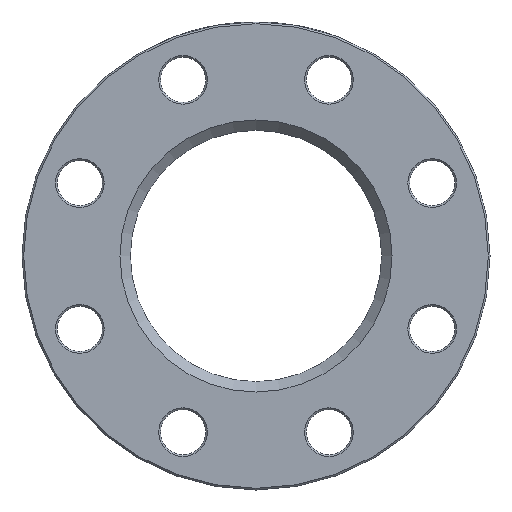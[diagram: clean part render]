
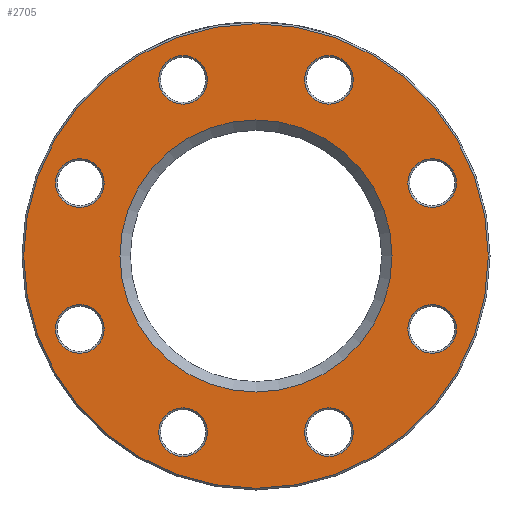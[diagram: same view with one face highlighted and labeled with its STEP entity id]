
A CAD part, left-side view. The second image highlights one B-rep face of the part: STEP entity #2705.
In plain terms, the highlighted planar face has unit normal (-1, 0, 0).
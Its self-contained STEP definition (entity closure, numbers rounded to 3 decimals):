
#26 = EDGE_LOOP ( 'NONE', ( #4528 ) ) ;
#95 = FACE_BOUND ( 'NONE', #520, .T. ) ;
#194 = EDGE_CURVE ( 'NONE', #2702, #2702, #1479, .T. ) ;
#203 = FACE_BOUND ( 'NONE', #2218, .T. ) ;
#215 = AXIS2_PLACEMENT_3D ( 'NONE', #2439, #332, #1487 ) ;
#268 = EDGE_CURVE ( 'NONE', #3154, #3154, #1398, .T. ) ;
#332 = DIRECTION ( 'NONE',  ( 1., 0., 0. ) ) ;
#403 = VERTEX_POINT ( 'NONE', #2829 ) ;
#428 = VERTEX_POINT ( 'NONE', #779 ) ;
#436 = DIRECTION ( 'NONE',  ( 1., 0., 0. ) ) ;
#520 = EDGE_LOOP ( 'NONE', ( #2832 ) ) ;
#527 = FACE_BOUND ( 'NONE', #1133, .T. ) ;
#580 = CARTESIAN_POINT ( 'NONE',  ( 0., 72.5, 0. ) ) ;
#779 = CARTESIAN_POINT ( 'NONE',  ( 0., 42.095, -115.627 ) ) ;
#803 = CARTESIAN_POINT ( 'NONE',  ( 0., 101.627, 42.095 ) ) ;
#889 = VERTEX_POINT ( 'NONE', #3673 ) ;
#906 = CIRCLE ( 'NONE', #1592, 14. ) ;
#922 = DIRECTION ( 'NONE',  ( 0., 0., -1. ) ) ;
#931 = FACE_BOUND ( 'NONE', #26, .T. ) ;
#1017 = CARTESIAN_POINT ( 'NONE',  ( 0., -42.095, -101.627 ) ) ;
#1031 = CARTESIAN_POINT ( 'NONE',  ( 0., 42.095, -101.627 ) ) ;
#1096 = DIRECTION ( 'NONE',  ( 1., 0., 0. ) ) ;
#1128 = AXIS2_PLACEMENT_3D ( 'NONE', #5090, #1646, #2737 ) ;
#1133 = EDGE_LOOP ( 'NONE', ( #4154 ) ) ;
#1207 = CARTESIAN_POINT ( 'NONE',  ( 0., -42.095, 87.627 ) ) ;
#1294 = EDGE_LOOP ( 'NONE', ( #1363 ) ) ;
#1299 = CIRCLE ( 'NONE', #2686, 78.5 ) ;
#1331 = CIRCLE ( 'NONE', #215, 14. ) ;
#1360 = AXIS2_PLACEMENT_3D ( 'NONE', #2570, #4211, #2596 ) ;
#1363 = ORIENTED_EDGE ( 'NONE', *, *, #2266, .T. ) ;
#1380 = ORIENTED_EDGE ( 'NONE', *, *, #4586, .T. ) ;
#1398 = CIRCLE ( 'NONE', #2527, 14. ) ;
#1431 = ORIENTED_EDGE ( 'NONE', *, *, #4190, .T. ) ;
#1448 = AXIS2_PLACEMENT_3D ( 'NONE', #4235, #2197, #3842 ) ;
#1479 = CIRCLE ( 'NONE', #4500, 14. ) ;
#1487 = DIRECTION ( 'NONE',  ( 0., 0., -1. ) ) ;
#1592 = AXIS2_PLACEMENT_3D ( 'NONE', #803, #5342, #3174 ) ;
#1646 = DIRECTION ( 'NONE',  ( 1., 0., 0. ) ) ;
#1684 = DIRECTION ( 'NONE',  ( 1., 0., 0. ) ) ;
#1793 = DIRECTION ( 'NONE',  ( 1., 0., 0. ) ) ;
#1967 = CARTESIAN_POINT ( 'NONE',  ( 0., -101.627, -56.095 ) ) ;
#1970 = CIRCLE ( 'NONE', #1448, 14. ) ;
#2034 = EDGE_CURVE ( 'NONE', #428, #428, #2746, .T. ) ;
#2052 = CARTESIAN_POINT ( 'NONE',  ( 0., 101.627, 28.095 ) ) ;
#2119 = CARTESIAN_POINT ( 'NONE',  ( 0., -101.627, -42.095 ) ) ;
#2158 = FACE_BOUND ( 'NONE', #2342, .T. ) ;
#2195 = DIRECTION ( 'NONE',  ( 1., 0., 0. ) ) ;
#2197 = DIRECTION ( 'NONE',  ( 1., 0., 0. ) ) ;
#2208 = FACE_BOUND ( 'NONE', #4496, .T. ) ;
#2218 = EDGE_LOOP ( 'NONE', ( #5097 ) ) ;
#2255 = DIRECTION ( 'NONE',  ( 0., 0., -1. ) ) ;
#2257 = CIRCLE ( 'NONE', #3728, 14. ) ;
#2266 = EDGE_CURVE ( 'NONE', #889, #889, #4647, .T. ) ;
#2275 = EDGE_CURVE ( 'NONE', #2939, #2939, #1970, .T. ) ;
#2342 = EDGE_LOOP ( 'NONE', ( #1380 ) ) ;
#2439 = CARTESIAN_POINT ( 'NONE',  ( 0., 101.627, -42.095 ) ) ;
#2470 = CARTESIAN_POINT ( 'NONE',  ( 0., 0., 0. ) ) ;
#2485 = CARTESIAN_POINT ( 'NONE',  ( 0., 42.095, 87.627 ) ) ;
#2527 = AXIS2_PLACEMENT_3D ( 'NONE', #3840, #436, #4979 ) ;
#2570 = CARTESIAN_POINT ( 'NONE',  ( 0., 0., 0. ) ) ;
#2596 = DIRECTION ( 'NONE',  ( 0., 0., -1. ) ) ;
#2637 = PLANE ( 'NONE',  #3609 ) ;
#2684 = DIRECTION ( 'NONE',  ( 0., 0., -1. ) ) ;
#2686 = AXIS2_PLACEMENT_3D ( 'NONE', #2470, #1684, #4982 ) ;
#2697 = DIRECTION ( 'NONE',  ( 0., 0., -1. ) ) ;
#2702 = VERTEX_POINT ( 'NONE', #1967 ) ;
#2705 = ADVANCED_FACE ( 'NONE', ( #3901, #3463, #2208, #3387, #203, #527, #4197, #95, #931, #2158 ), #2637, .F. ) ;
#2737 = DIRECTION ( 'NONE',  ( 0., 0., -1. ) ) ;
#2746 = CIRCLE ( 'NONE', #3948, 14. ) ;
#2829 = CARTESIAN_POINT ( 'NONE',  ( 0., -42.095, -115.627 ) ) ;
#2832 = ORIENTED_EDGE ( 'NONE', *, *, #2034, .T. ) ;
#2939 = VERTEX_POINT ( 'NONE', #1207 ) ;
#3154 = VERTEX_POINT ( 'NONE', #4339 ) ;
#3174 = DIRECTION ( 'NONE',  ( 0., 0., -1. ) ) ;
#3195 = CIRCLE ( 'NONE', #1128, 14. ) ;
#3317 = CARTESIAN_POINT ( 'NONE',  ( 0., 0., -78.5 ) ) ;
#3363 = ORIENTED_EDGE ( 'NONE', *, *, #4489, .T. ) ;
#3387 = FACE_BOUND ( 'NONE', #4387, .T. ) ;
#3412 = EDGE_CURVE ( 'NONE', #4096, #4096, #3195, .T. ) ;
#3463 = FACE_OUTER_BOUND ( 'NONE', #1294, .T. ) ;
#3485 = DIRECTION ( 'NONE',  ( 1., 0., 0. ) ) ;
#3609 = AXIS2_PLACEMENT_3D ( 'NONE', #580, #1793, #2255 ) ;
#3673 = CARTESIAN_POINT ( 'NONE',  ( 0., 0., -134. ) ) ;
#3728 = AXIS2_PLACEMENT_3D ( 'NONE', #1017, #1096, #2697 ) ;
#3745 = EDGE_LOOP ( 'NONE', ( #3363 ) ) ;
#3840 = CARTESIAN_POINT ( 'NONE',  ( 0., -101.627, 42.095 ) ) ;
#3842 = DIRECTION ( 'NONE',  ( 0., 0., -1. ) ) ;
#3863 = EDGE_LOOP ( 'NONE', ( #1431 ) ) ;
#3901 = FACE_BOUND ( 'NONE', #3863, .T. ) ;
#3948 = AXIS2_PLACEMENT_3D ( 'NONE', #1031, #3485, #2684 ) ;
#4096 = VERTEX_POINT ( 'NONE', #2485 ) ;
#4121 = VERTEX_POINT ( 'NONE', #3317 ) ;
#4154 = ORIENTED_EDGE ( 'NONE', *, *, #194, .T. ) ;
#4190 = EDGE_CURVE ( 'NONE', #4121, #4121, #1299, .T. ) ;
#4197 = FACE_BOUND ( 'NONE', #3745, .T. ) ;
#4211 = DIRECTION ( 'NONE',  ( -1., 0., 0. ) ) ;
#4235 = CARTESIAN_POINT ( 'NONE',  ( 0., -42.095, 101.627 ) ) ;
#4254 = CARTESIAN_POINT ( 'NONE',  ( 0., 101.627, -56.095 ) ) ;
#4339 = CARTESIAN_POINT ( 'NONE',  ( 0., -101.627, 28.095 ) ) ;
#4387 = EDGE_LOOP ( 'NONE', ( #5267 ) ) ;
#4475 = VERTEX_POINT ( 'NONE', #2052 ) ;
#4489 = EDGE_CURVE ( 'NONE', #403, #403, #2257, .T. ) ;
#4496 = EDGE_LOOP ( 'NONE', ( #5280 ) ) ;
#4500 = AXIS2_PLACEMENT_3D ( 'NONE', #2119, #2195, #922 ) ;
#4528 = ORIENTED_EDGE ( 'NONE', *, *, #5020, .T. ) ;
#4586 = EDGE_CURVE ( 'NONE', #4475, #4475, #906, .T. ) ;
#4647 = CIRCLE ( 'NONE', #1360, 134. ) ;
#4723 = VERTEX_POINT ( 'NONE', #4254 ) ;
#4979 = DIRECTION ( 'NONE',  ( 0., 0., -1. ) ) ;
#4982 = DIRECTION ( 'NONE',  ( 0., 0., -1. ) ) ;
#5020 = EDGE_CURVE ( 'NONE', #4723, #4723, #1331, .T. ) ;
#5090 = CARTESIAN_POINT ( 'NONE',  ( 0., 42.095, 101.627 ) ) ;
#5097 = ORIENTED_EDGE ( 'NONE', *, *, #268, .T. ) ;
#5267 = ORIENTED_EDGE ( 'NONE', *, *, #2275, .T. ) ;
#5280 = ORIENTED_EDGE ( 'NONE', *, *, #3412, .T. ) ;
#5342 = DIRECTION ( 'NONE',  ( 1., 0., 0. ) ) ;
